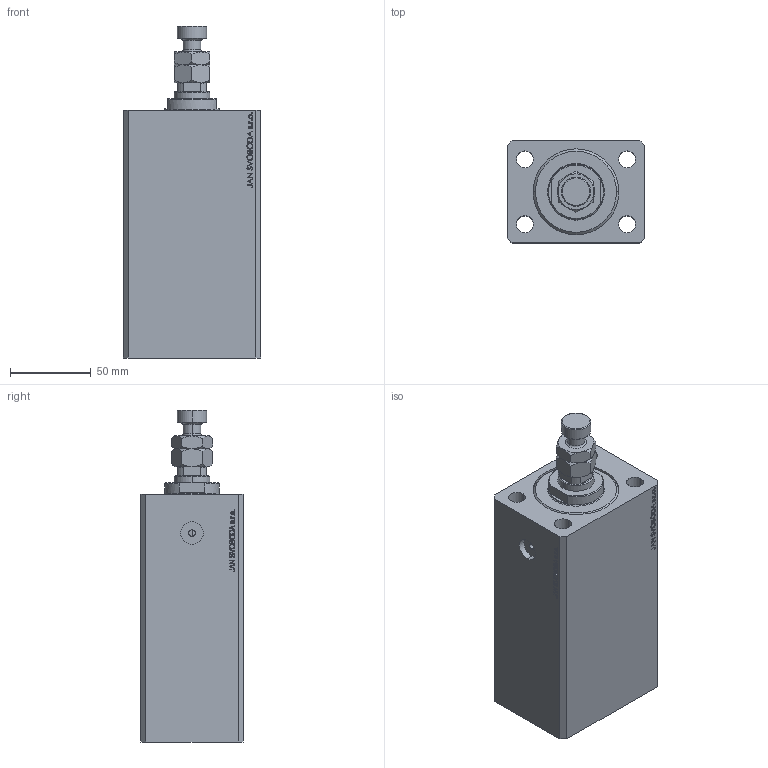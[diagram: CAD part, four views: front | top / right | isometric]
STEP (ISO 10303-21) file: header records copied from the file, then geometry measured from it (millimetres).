
FILE_DESCRIPTION (( 'STEP AP203' ), '1' );
FILE_NAME ('f4c4.STEP', '2023-10-07T14:40:33', ( '' ), ( '' ), 'SwSTEP 2.0', 'SolidWorks 2019', '' );
FILE_SCHEMA (( 'CONFIG_CONTROL_DESIGN' ));
Length unit declared in the file: millimetre
Products named in the file (5): f4c4; MFA e0e83a1a7390911deaefb7d43d2de4f6; V250CE_C_Body e0e83a1a7390911deaefb7d43d2de4f6; V250CE_VC_C e0e83a1a7390911deaefb7d43d2de4f6; V250CE_C_VCP e0e83a1a7390911deaefb7d43d2de4f6
Assembly tree (4 placements, depth 2):
  f4c4
    V250CE_C_Body e0e83a1a7390911deaefb7d43d2de4f6
    V250CE_C_VCP e0e83a1a7390911deaefb7d43d2de4f6
    V250CE_VC_C e0e83a1a7390911deaefb7d43d2de4f6
    MFA e0e83a1a7390911deaefb7d43d2de4f6
Bounding box: 85 x 63 x 205 mm (x, y, z)
Volume: 707104.6 mm3; surface area: 124322.4 mm2
Topology: 4 solids, 4 shells, 920 faces, 2356 edges, 1549 vertices
Faces by surface type: plane 444, bspline 374, cylinder 50, cone 42, torus 10
Entity records: 46281 total; most frequent: CARTESIAN_POINT 25982, ORIENTED_EDGE 4708, DIRECTION 2800, EDGE_CURVE 2354, VERTEX_POINT 1549, VECTOR 1386, LINE 1386, EDGE_LOOP 1043
